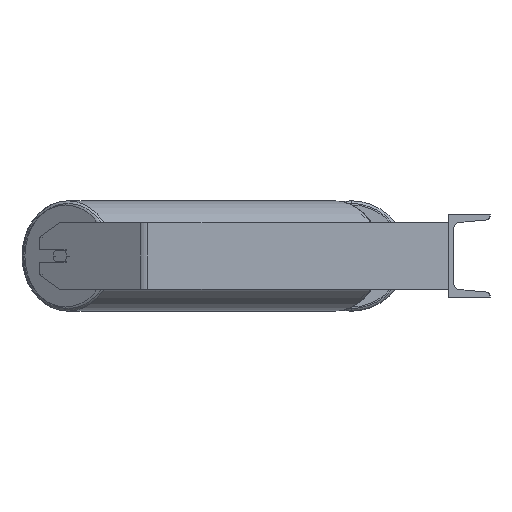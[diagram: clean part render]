
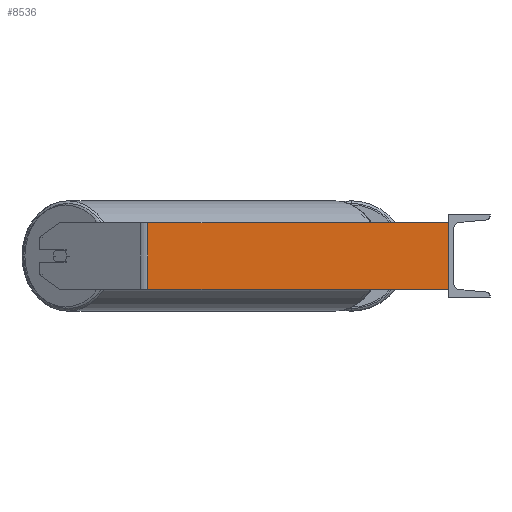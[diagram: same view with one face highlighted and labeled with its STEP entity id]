
A CAD part, left-side view. The second image highlights one B-rep face of the part: STEP entity #8536.
In plain terms, the highlighted planar face has unit normal (-1, 0, 0).
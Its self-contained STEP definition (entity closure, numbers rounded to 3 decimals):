
#110 = VECTOR ( 'NONE', #8335, 1000. ) ;
#354 = CARTESIAN_POINT ( 'NONE',  ( -885., 0., 40. ) ) ;
#427 = VERTEX_POINT ( 'NONE', #3636 ) ;
#824 = CARTESIAN_POINT ( 'NONE',  ( -885., 0., 40. ) ) ;
#958 = EDGE_LOOP ( 'NONE', ( #5736, #6445, #3488, #2350 ) ) ;
#1410 = CARTESIAN_POINT ( 'NONE',  ( -885., 367.058, -40. ) ) ;
#1608 = EDGE_CURVE ( 'NONE', #2150, #427, #7066, .T. ) ;
#1806 = CARTESIAN_POINT ( 'NONE',  ( -885., 367.058, 40. ) ) ;
#2150 = VERTEX_POINT ( 'NONE', #354 ) ;
#2350 = ORIENTED_EDGE ( 'NONE', *, *, #5480, .T. ) ;
#2832 = VECTOR ( 'NONE', #7682, 1000. ) ;
#3411 = VECTOR ( 'NONE', #8876, 1000. ) ;
#3488 = ORIENTED_EDGE ( 'NONE', *, *, #8100, .F. ) ;
#3636 = CARTESIAN_POINT ( 'NONE',  ( -885., 0., -40. ) ) ;
#3692 = DIRECTION ( 'NONE',  ( 0., 0., -1. ) ) ;
#3865 = FACE_OUTER_BOUND ( 'NONE', #958, .T. ) ;
#4116 = VECTOR ( 'NONE', #3692, 1000. ) ;
#4881 = LINE ( 'NONE', #6294, #2832 ) ;
#4919 = EDGE_CURVE ( 'NONE', #7670, #427, #6772, .T. ) ;
#5082 = VERTEX_POINT ( 'NONE', #6997 ) ;
#5328 = AXIS2_PLACEMENT_3D ( 'NONE', #1806, #8093, #7405 ) ;
#5346 = PLANE ( 'NONE',  #5328 ) ;
#5480 = EDGE_CURVE ( 'NONE', #5082, #7670, #4881, .T. ) ;
#5550 = LINE ( 'NONE', #6238, #110 ) ;
#5736 = ORIENTED_EDGE ( 'NONE', *, *, #4919, .T. ) ;
#6111 = CARTESIAN_POINT ( 'NONE',  ( -885., 362.013, -40. ) ) ;
#6238 = CARTESIAN_POINT ( 'NONE',  ( -885., 367.058, 40. ) ) ;
#6294 = CARTESIAN_POINT ( 'NONE',  ( -885., 362.013, 40. ) ) ;
#6445 = ORIENTED_EDGE ( 'NONE', *, *, #1608, .F. ) ;
#6772 = LINE ( 'NONE', #1410, #3411 ) ;
#6997 = CARTESIAN_POINT ( 'NONE',  ( -885., 362.013, 40. ) ) ;
#7066 = LINE ( 'NONE', #824, #4116 ) ;
#7405 = DIRECTION ( 'NONE',  ( 0., 0., -1. ) ) ;
#7670 = VERTEX_POINT ( 'NONE', #6111 ) ;
#7682 = DIRECTION ( 'NONE',  ( 0., 0., -1. ) ) ;
#8093 = DIRECTION ( 'NONE',  ( 1., 0., 0. ) ) ;
#8100 = EDGE_CURVE ( 'NONE', #5082, #2150, #5550, .T. ) ;
#8335 = DIRECTION ( 'NONE',  ( 0., -1., 0. ) ) ;
#8536 = ADVANCED_FACE ( 'NONE', ( #3865 ), #5346, .F. ) ;
#8876 = DIRECTION ( 'NONE',  ( 0., -1., 0. ) ) ;
